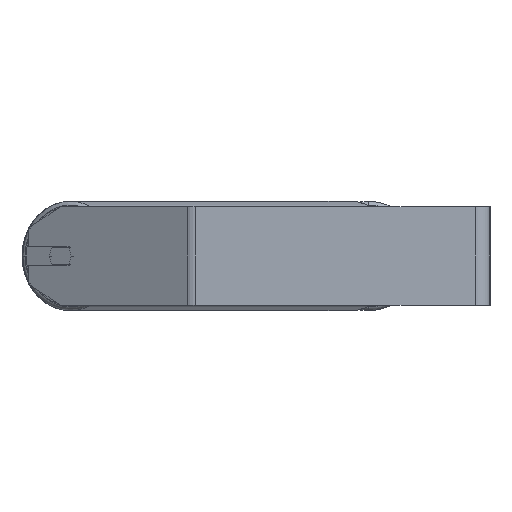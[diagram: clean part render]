
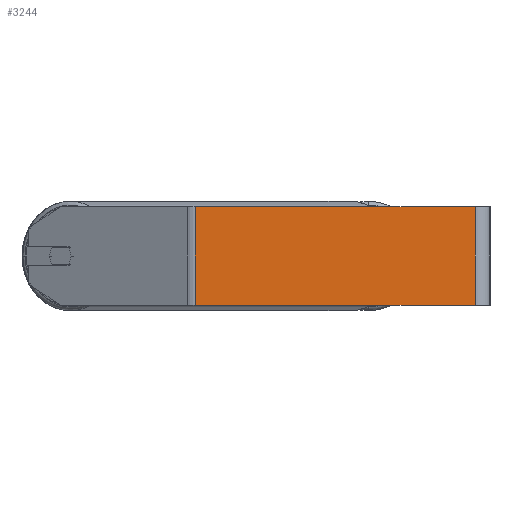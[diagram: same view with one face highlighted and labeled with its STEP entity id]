
A CAD part, left-side view. The second image highlights one B-rep face of the part: STEP entity #3244.
In plain terms, the highlighted planar face has unit normal (-1, 0, 0).
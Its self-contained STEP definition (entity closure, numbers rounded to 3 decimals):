
#44 = CARTESIAN_POINT ( 'NONE',  ( -745., 12., -40. ) ) ;
#79 = ORIENTED_EDGE ( 'NONE', *, *, #757, .T. ) ;
#757 = EDGE_CURVE ( 'NONE', #5508, #6458, #942, .T. ) ;
#777 = DIRECTION ( 'NONE',  ( 0., -1., 0. ) ) ;
#942 = LINE ( 'NONE', #5740, #5948 ) ;
#1025 = VERTEX_POINT ( 'NONE', #1595 ) ;
#1254 = DIRECTION ( 'NONE',  ( 1., 0., 0. ) ) ;
#1541 = VERTEX_POINT ( 'NONE', #44 ) ;
#1595 = CARTESIAN_POINT ( 'NONE',  ( -745., 12., 40. ) ) ;
#1742 = LINE ( 'NONE', #4438, #5272 ) ;
#2127 = LINE ( 'NONE', #4163, #6167 ) ;
#2338 = EDGE_CURVE ( 'NONE', #5508, #1025, #4150, .T. ) ;
#2452 = AXIS2_PLACEMENT_3D ( 'NONE', #8147, #1254, #4618 ) ;
#3130 = EDGE_CURVE ( 'NONE', #6458, #1541, #1742, .T. ) ;
#3244 = ADVANCED_FACE ( 'NONE', ( #5289 ), #5469, .F. ) ;
#4150 = LINE ( 'NONE', #6762, #5684 ) ;
#4163 = CARTESIAN_POINT ( 'NONE',  ( -745., 12., 40. ) ) ;
#4438 = CARTESIAN_POINT ( 'NONE',  ( -745., 242.769, -40. ) ) ;
#4618 = DIRECTION ( 'NONE',  ( 0., 1., 0. ) ) ;
#4936 = DIRECTION ( 'NONE',  ( 0., 0., -1. ) ) ;
#5071 = DIRECTION ( 'NONE',  ( 0., -1., 0. ) ) ;
#5105 = CARTESIAN_POINT ( 'NONE',  ( -745., 239.553, -40. ) ) ;
#5272 = VECTOR ( 'NONE', #5071, 1000. ) ;
#5289 = FACE_OUTER_BOUND ( 'NONE', #8598, .T. ) ;
#5443 = ORIENTED_EDGE ( 'NONE', *, *, #2338, .F. ) ;
#5469 = PLANE ( 'NONE',  #2452 ) ;
#5492 = CARTESIAN_POINT ( 'NONE',  ( -745., 239.553, 40. ) ) ;
#5508 = VERTEX_POINT ( 'NONE', #5492 ) ;
#5684 = VECTOR ( 'NONE', #777, 1000. ) ;
#5740 = CARTESIAN_POINT ( 'NONE',  ( -745., 239.553, 40. ) ) ;
#5948 = VECTOR ( 'NONE', #4936, 1000. ) ;
#6167 = VECTOR ( 'NONE', #6203, 1000. ) ;
#6203 = DIRECTION ( 'NONE',  ( 0., 0., -1. ) ) ;
#6458 = VERTEX_POINT ( 'NONE', #5105 ) ;
#6717 = ORIENTED_EDGE ( 'NONE', *, *, #3130, .T. ) ;
#6762 = CARTESIAN_POINT ( 'NONE',  ( -745., 242.769, 40. ) ) ;
#6770 = ORIENTED_EDGE ( 'NONE', *, *, #8002, .F. ) ;
#8002 = EDGE_CURVE ( 'NONE', #1025, #1541, #2127, .T. ) ;
#8147 = CARTESIAN_POINT ( 'NONE',  ( -745., 242.769, 40. ) ) ;
#8598 = EDGE_LOOP ( 'NONE', ( #6717, #6770, #5443, #79 ) ) ;
